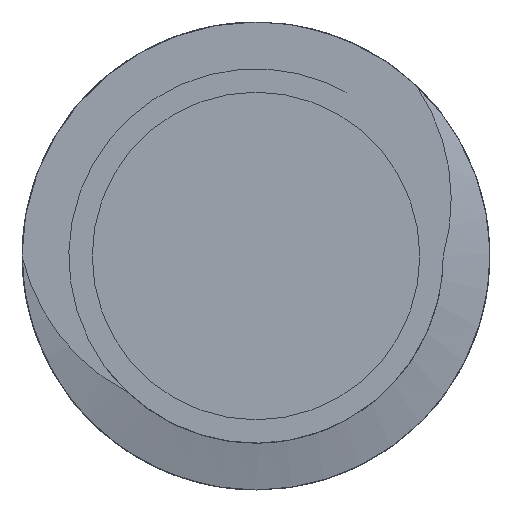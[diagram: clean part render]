
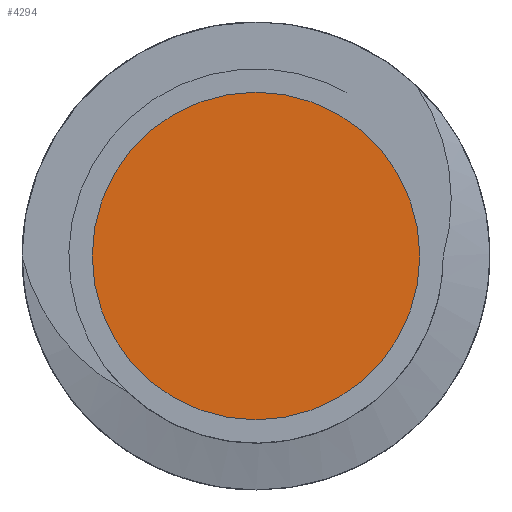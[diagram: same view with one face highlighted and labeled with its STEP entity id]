
A CAD part, left-side view. The second image highlights one B-rep face of the part: STEP entity #4294.
In plain terms, the highlighted planar face has unit normal (-1, 0, 0).
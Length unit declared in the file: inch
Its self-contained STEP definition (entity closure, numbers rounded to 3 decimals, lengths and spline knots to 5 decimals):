
#581 = ORIENTED_EDGE ( 'NONE', *, *, #2571, .F. ) ;
#1153 = FACE_OUTER_BOUND ( 'NONE', #8140, .T. ) ;
#1689 = ORIENTED_EDGE ( 'NONE', *, *, #6975, .F. ) ;
#2571 = EDGE_CURVE ( 'NONE', #3154, #4509, #18569, .T. ) ;
#2649 = DIRECTION ( 'NONE',  ( 1., 0., 0. ) ) ;
#3045 = AXIS2_PLACEMENT_3D ( 'NONE', #10330, #16389, #11449 ) ;
#3154 = VERTEX_POINT ( 'NONE', #14373 ) ;
#3880 = DIRECTION ( 'NONE',  ( 0., 0., -1. ) ) ;
#4294 = ADVANCED_FACE ( 'NONE', ( #1153 ), #13245, .F. ) ;
#4436 = DIRECTION ( 'NONE',  ( 0., 0., -1. ) ) ;
#4509 = VERTEX_POINT ( 'NONE', #13026 ) ;
#4557 = AXIS2_PLACEMENT_3D ( 'NONE', #18757, #17469, #3880 ) ;
#6975 = EDGE_CURVE ( 'NONE', #4509, #3154, #13089, .T. ) ;
#8140 = EDGE_LOOP ( 'NONE', ( #581, #1689 ) ) ;
#10330 = CARTESIAN_POINT ( 'NONE',  ( -1., 0., 0. ) ) ;
#11449 = DIRECTION ( 'NONE',  ( 0., 0., -1. ) ) ;
#13026 = CARTESIAN_POINT ( 'NONE',  ( -1., 0., 0.0875 ) ) ;
#13089 = CIRCLE ( 'NONE', #4557, 0.0875 ) ;
#13245 = PLANE ( 'NONE',  #14319 ) ;
#14319 = AXIS2_PLACEMENT_3D ( 'NONE', #17727, #2649, #4436 ) ;
#14373 = CARTESIAN_POINT ( 'NONE',  ( -1., 0., -0.0875 ) ) ;
#16389 = DIRECTION ( 'NONE',  ( 1., 0., 0. ) ) ;
#17469 = DIRECTION ( 'NONE',  ( 1., 0., 0. ) ) ;
#17727 = CARTESIAN_POINT ( 'NONE',  ( -1., 0., 0. ) ) ;
#18569 = CIRCLE ( 'NONE', #3045, 0.0875 ) ;
#18757 = CARTESIAN_POINT ( 'NONE',  ( -1., 0., 0. ) ) ;
